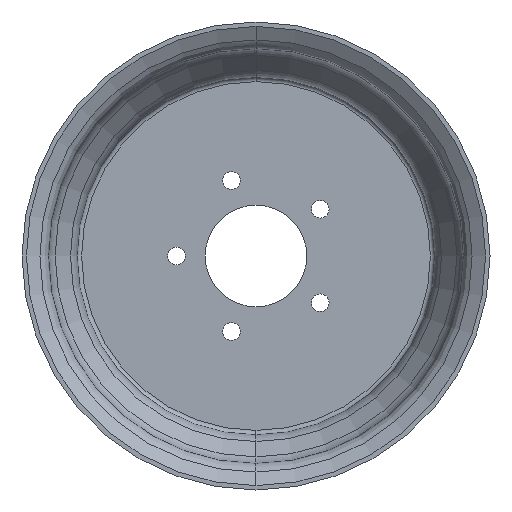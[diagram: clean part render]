
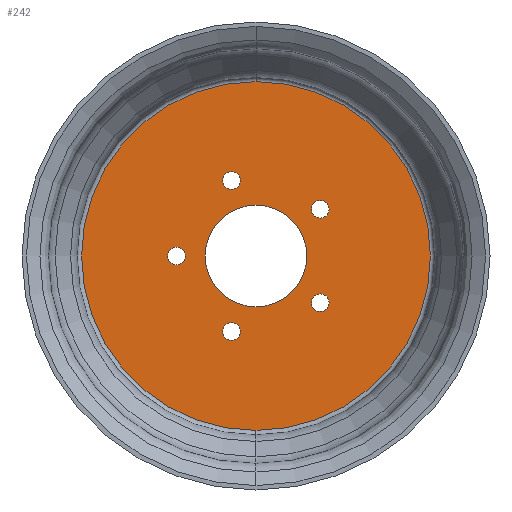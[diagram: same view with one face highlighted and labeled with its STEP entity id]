
A CAD part, left-side view. The second image highlights one B-rep face of the part: STEP entity #242.
In plain terms, the highlighted planar face has unit normal (-1, 0, 0).
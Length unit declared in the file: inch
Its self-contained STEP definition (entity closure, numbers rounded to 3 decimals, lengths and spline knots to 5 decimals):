
#10 = CIRCLE ( 'NONE', #1618, 4.9375 ) ;
#11 = EDGE_CURVE ( 'NONE', #1266, #1818, #399, .T. ) ;
#29 = CARTESIAN_POINT ( 'NONE',  ( 8.25, -1.82029, -1.07252 ) ) ;
#48 = EDGE_LOOP ( 'NONE', ( #1092, #1552 ) ) ;
#72 = CIRCLE ( 'NONE', #1605, 4.9375 ) ;
#82 = CARTESIAN_POINT ( 'NONE',  ( 8.25, 0., -4.9375 ) ) ;
#108 = ORIENTED_EDGE ( 'NONE', *, *, #977, .F. ) ;
#117 = DIRECTION ( 'NONE',  ( -1., 0., 0. ) ) ;
#135 = VERTEX_POINT ( 'NONE', #82 ) ;
#166 = CARTESIAN_POINT ( 'NONE',  ( 8.25, -1.82029, -1.32252 ) ) ;
#180 = CARTESIAN_POINT ( 'NONE',  ( 8.25, 0.69529, -2.38988 ) ) ;
#191 = AXIS2_PLACEMENT_3D ( 'NONE', #560, #584, #1130 ) ;
#207 = EDGE_CURVE ( 'NONE', #585, #135, #72, .T. ) ;
#221 = VERTEX_POINT ( 'NONE', #1228 ) ;
#230 = DIRECTION ( 'NONE',  ( -1., 0., 0. ) ) ;
#242 = ADVANCED_FACE ( 'NONE', ( #835, #1043, #1956, #1402, #1279, #1582, #358 ), #302, .T. ) ;
#269 = CIRCLE ( 'NONE', #2296, 0.25 ) ;
#274 = EDGE_LOOP ( 'NONE', ( #108, #2343 ) ) ;
#302 = PLANE ( 'NONE',  #2089 ) ;
#317 = CARTESIAN_POINT ( 'NONE',  ( 8.25, 0.69529, -2.13988 ) ) ;
#326 = VERTEX_POINT ( 'NONE', #2197 ) ;
#344 = DIRECTION ( 'NONE',  ( -1., 0., 0. ) ) ;
#358 = FACE_OUTER_BOUND ( 'NONE', #1183, .T. ) ;
#385 = CARTESIAN_POINT ( 'NONE',  ( 8.25, -1.82029, 1.07252 ) ) ;
#399 = CIRCLE ( 'NONE', #1825, 1.4375 ) ;
#401 = CARTESIAN_POINT ( 'NONE',  ( 8.25, 0., 1.4375 ) ) ;
#412 = AXIS2_PLACEMENT_3D ( 'NONE', #2301, #1756, #850 ) ;
#425 = DIRECTION ( 'NONE',  ( 0., 0., 1. ) ) ;
#447 = AXIS2_PLACEMENT_3D ( 'NONE', #1570, #999, #1738 ) ;
#449 = CARTESIAN_POINT ( 'NONE',  ( 8.25, 0.69529, 2.13988 ) ) ;
#491 = DIRECTION ( 'NONE',  ( 0., 0., 1. ) ) ;
#492 = DIRECTION ( 'NONE',  ( 0., 0., 1. ) ) ;
#503 = DIRECTION ( 'NONE',  ( 0., 0., 1. ) ) ;
#525 = CIRCLE ( 'NONE', #1798, 0.25 ) ;
#537 = EDGE_LOOP ( 'NONE', ( #1281, #1007 ) ) ;
#560 = CARTESIAN_POINT ( 'NONE',  ( 8.25, 2.25, 0. ) ) ;
#562 = CIRCLE ( 'NONE', #447, 1.4375 ) ;
#582 = CARTESIAN_POINT ( 'NONE',  ( 8.25, 2.25, 0.25 ) ) ;
#584 = DIRECTION ( 'NONE',  ( -1., 0., 0. ) ) ;
#585 = VERTEX_POINT ( 'NONE', #1083 ) ;
#683 = DIRECTION ( 'NONE',  ( 0., 0., 1. ) ) ;
#693 = CARTESIAN_POINT ( 'NONE',  ( 8.25, 0.69529, 2.38988 ) ) ;
#706 = VERTEX_POINT ( 'NONE', #693 ) ;
#800 = VERTEX_POINT ( 'NONE', #385 ) ;
#835 = FACE_BOUND ( 'NONE', #48, .T. ) ;
#847 = CARTESIAN_POINT ( 'NONE',  ( 8.25, -1.82029, 1.32252 ) ) ;
#850 = DIRECTION ( 'NONE',  ( 0., 0., 1. ) ) ;
#853 = DIRECTION ( 'NONE',  ( -1., 0., 0. ) ) ;
#943 = EDGE_LOOP ( 'NONE', ( #1383, #1159 ) ) ;
#958 = DIRECTION ( 'NONE',  ( 0., 0., 1. ) ) ;
#977 = EDGE_CURVE ( 'NONE', #1818, #1266, #562, .T. ) ;
#989 = EDGE_CURVE ( 'NONE', #1462, #1777, #525, .T. ) ;
#999 = DIRECTION ( 'NONE',  ( -1., 0., 0. ) ) ;
#1007 = ORIENTED_EDGE ( 'NONE', *, *, #2194, .F. ) ;
#1013 = EDGE_CURVE ( 'NONE', #221, #2148, #1909, .T. ) ;
#1034 = CIRCLE ( 'NONE', #1768, 0.25 ) ;
#1043 = FACE_BOUND ( 'NONE', #943, .T. ) ;
#1054 = ORIENTED_EDGE ( 'NONE', *, *, #1186, .F. ) ;
#1076 = DIRECTION ( 'NONE',  ( 0., 0., 1. ) ) ;
#1083 = CARTESIAN_POINT ( 'NONE',  ( 8.25, 0., 4.9375 ) ) ;
#1086 = DIRECTION ( 'NONE',  ( 0., 0., 1. ) ) ;
#1092 = ORIENTED_EDGE ( 'NONE', *, *, #2154, .F. ) ;
#1107 = CIRCLE ( 'NONE', #2213, 0.25 ) ;
#1130 = DIRECTION ( 'NONE',  ( 0., 0., 1. ) ) ;
#1159 = ORIENTED_EDGE ( 'NONE', *, *, #1962, .F. ) ;
#1168 = ORIENTED_EDGE ( 'NONE', *, *, #207, .T. ) ;
#1183 = EDGE_LOOP ( 'NONE', ( #1168, #1796 ) ) ;
#1186 = EDGE_CURVE ( 'NONE', #1777, #1462, #1259, .T. ) ;
#1194 = CARTESIAN_POINT ( 'NONE',  ( 8.25, 2.25, 0. ) ) ;
#1228 = CARTESIAN_POINT ( 'NONE',  ( 8.25, -1.82029, -1.57252 ) ) ;
#1242 = ORIENTED_EDGE ( 'NONE', *, *, #1013, .F. ) ;
#1259 = CIRCLE ( 'NONE', #191, 0.25 ) ;
#1266 = VERTEX_POINT ( 'NONE', #401 ) ;
#1279 = FACE_BOUND ( 'NONE', #1591, .T. ) ;
#1281 = ORIENTED_EDGE ( 'NONE', *, *, #1547, .F. ) ;
#1321 = DIRECTION ( 'NONE',  ( -1., 0., 0. ) ) ;
#1349 = CIRCLE ( 'NONE', #1655, 0.25 ) ;
#1383 = ORIENTED_EDGE ( 'NONE', *, *, #1479, .F. ) ;
#1402 = FACE_BOUND ( 'NONE', #537, .T. ) ;
#1412 = DIRECTION ( 'NONE',  ( -1., 0., 0. ) ) ;
#1416 = ORIENTED_EDGE ( 'NONE', *, *, #989, .F. ) ;
#1451 = DIRECTION ( 'NONE',  ( 0., 0., 1. ) ) ;
#1462 = VERTEX_POINT ( 'NONE', #1973 ) ;
#1466 = AXIS2_PLACEMENT_3D ( 'NONE', #1571, #2114, #1680 ) ;
#1479 = EDGE_CURVE ( 'NONE', #800, #326, #2290, .T. ) ;
#1495 = ORIENTED_EDGE ( 'NONE', *, *, #2042, .F. ) ;
#1518 = CARTESIAN_POINT ( 'NONE',  ( 8.25, 0., 0. ) ) ;
#1547 = EDGE_CURVE ( 'NONE', #2112, #2022, #1948, .T. ) ;
#1551 = CARTESIAN_POINT ( 'NONE',  ( 8.25, 0., -1.4375 ) ) ;
#1552 = ORIENTED_EDGE ( 'NONE', *, *, #1779, .F. ) ;
#1570 = CARTESIAN_POINT ( 'NONE',  ( 8.25, 0., 0. ) ) ;
#1571 = CARTESIAN_POINT ( 'NONE',  ( 8.25, 0.69529, -2.13988 ) ) ;
#1582 = FACE_BOUND ( 'NONE', #274, .T. ) ;
#1591 = EDGE_LOOP ( 'NONE', ( #1416, #1054 ) ) ;
#1605 = AXIS2_PLACEMENT_3D ( 'NONE', #2284, #1412, #683 ) ;
#1618 = AXIS2_PLACEMENT_3D ( 'NONE', #1636, #344, #1076 ) ;
#1636 = CARTESIAN_POINT ( 'NONE',  ( 8.25, 0., 0. ) ) ;
#1655 = AXIS2_PLACEMENT_3D ( 'NONE', #1812, #2017, #1086 ) ;
#1664 = CARTESIAN_POINT ( 'NONE',  ( 8.25, 0.69529, 1.88988 ) ) ;
#1680 = DIRECTION ( 'NONE',  ( 0., 0., 1. ) ) ;
#1684 = VERTEX_POINT ( 'NONE', #1664 ) ;
#1707 = DIRECTION ( 'NONE',  ( -1., 0., 0. ) ) ;
#1738 = DIRECTION ( 'NONE',  ( 0., 0., 1. ) ) ;
#1756 = DIRECTION ( 'NONE',  ( -1., 0., 0. ) ) ;
#1768 = AXIS2_PLACEMENT_3D ( 'NONE', #847, #2145, #503 ) ;
#1777 = VERTEX_POINT ( 'NONE', #582 ) ;
#1779 = EDGE_CURVE ( 'NONE', #706, #1684, #1107, .T. ) ;
#1782 = DIRECTION ( 'NONE',  ( -1., 0., 0. ) ) ;
#1796 = ORIENTED_EDGE ( 'NONE', *, *, #2036, .T. ) ;
#1798 = AXIS2_PLACEMENT_3D ( 'NONE', #1194, #1922, #2289 ) ;
#1800 = AXIS2_PLACEMENT_3D ( 'NONE', #166, #853, #1451 ) ;
#1812 = CARTESIAN_POINT ( 'NONE',  ( 8.25, -1.82029, -1.32252 ) ) ;
#1818 = VERTEX_POINT ( 'NONE', #1551 ) ;
#1825 = AXIS2_PLACEMENT_3D ( 'NONE', #1518, #230, #958 ) ;
#1887 = EDGE_LOOP ( 'NONE', ( #1242, #1495 ) ) ;
#1909 = CIRCLE ( 'NONE', #1800, 0.25 ) ;
#1916 = DIRECTION ( 'NONE',  ( 0., 0., 1. ) ) ;
#1922 = DIRECTION ( 'NONE',  ( -1., 0., 0. ) ) ;
#1948 = CIRCLE ( 'NONE', #2210, 0.25 ) ;
#1956 = FACE_BOUND ( 'NONE', #1887, .T. ) ;
#1962 = EDGE_CURVE ( 'NONE', #326, #800, #1034, .T. ) ;
#1973 = CARTESIAN_POINT ( 'NONE',  ( 8.25, 2.25, -0.25 ) ) ;
#1986 = CIRCLE ( 'NONE', #1466, 0.25 ) ;
#2017 = DIRECTION ( 'NONE',  ( -1., 0., 0. ) ) ;
#2022 = VERTEX_POINT ( 'NONE', #2198 ) ;
#2036 = EDGE_CURVE ( 'NONE', #135, #585, #10, .T. ) ;
#2042 = EDGE_CURVE ( 'NONE', #2148, #221, #1349, .T. ) ;
#2053 = CARTESIAN_POINT ( 'NONE',  ( 8.25, 0.69529, 2.13988 ) ) ;
#2089 = AXIS2_PLACEMENT_3D ( 'NONE', #2311, #1782, #491 ) ;
#2112 = VERTEX_POINT ( 'NONE', #180 ) ;
#2114 = DIRECTION ( 'NONE',  ( -1., 0., 0. ) ) ;
#2145 = DIRECTION ( 'NONE',  ( -1., 0., 0. ) ) ;
#2148 = VERTEX_POINT ( 'NONE', #29 ) ;
#2154 = EDGE_CURVE ( 'NONE', #1684, #706, #269, .T. ) ;
#2194 = EDGE_CURVE ( 'NONE', #2022, #2112, #1986, .T. ) ;
#2197 = CARTESIAN_POINT ( 'NONE',  ( 8.25, -1.82029, 1.57252 ) ) ;
#2198 = CARTESIAN_POINT ( 'NONE',  ( 8.25, 0.69529, -1.88988 ) ) ;
#2210 = AXIS2_PLACEMENT_3D ( 'NONE', #317, #117, #492 ) ;
#2213 = AXIS2_PLACEMENT_3D ( 'NONE', #449, #1321, #1916 ) ;
#2284 = CARTESIAN_POINT ( 'NONE',  ( 8.25, 0., 0. ) ) ;
#2289 = DIRECTION ( 'NONE',  ( 0., 0., 1. ) ) ;
#2290 = CIRCLE ( 'NONE', #412, 0.25 ) ;
#2296 = AXIS2_PLACEMENT_3D ( 'NONE', #2053, #1707, #425 ) ;
#2301 = CARTESIAN_POINT ( 'NONE',  ( 8.25, -1.82029, 1.32252 ) ) ;
#2311 = CARTESIAN_POINT ( 'NONE',  ( 8.25, 0., 0. ) ) ;
#2343 = ORIENTED_EDGE ( 'NONE', *, *, #11, .F. ) ;
